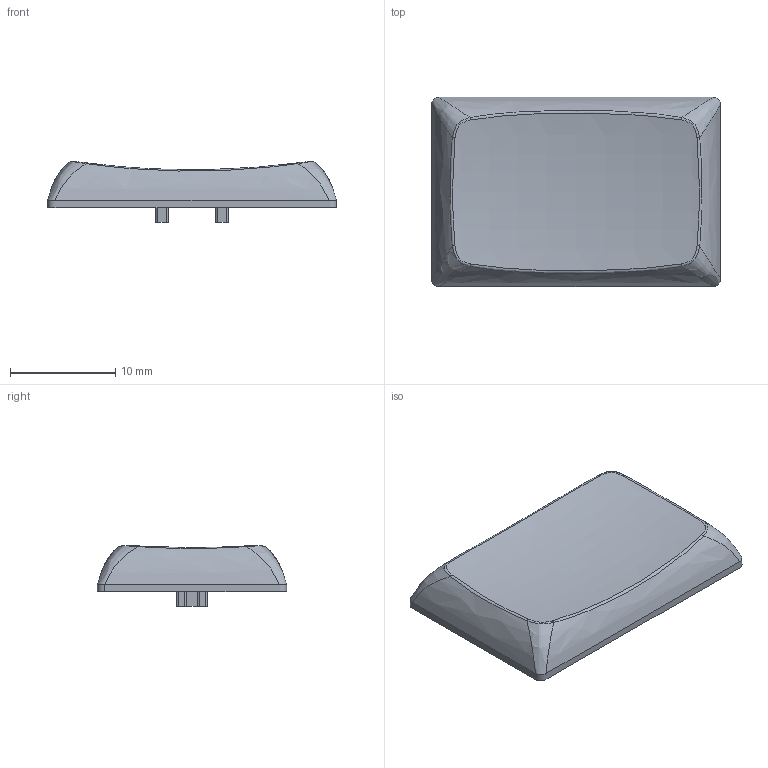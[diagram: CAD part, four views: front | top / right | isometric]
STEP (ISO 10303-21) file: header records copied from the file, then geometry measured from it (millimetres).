
FILE_DESCRIPTION(/* description */ (''),/* implementation_level */ '2;1');
FILE_NAME(/* name */ '150',/* time_stamp */ '2022-08-28T20:05:03+02:00',/* author */ (''),/* organization */ (''),/* preprocessor_version */ 'ST-DEVELOPER v16.5',/* originating_system */ 'Rhino 7.21',/* authorisation */ '');
FILE_SCHEMA (('CONFIG_CONTROL_DESIGN'));
Length unit declared in the file: millimetre
Products named in the file (1): Document
Bounding box: 27.5 x 18 x 5.8 mm (x, y, z)
Volume: 782.5 mm3; surface area: 1426.2 mm2
Topology: 1 solids, 1 shells, 126 faces, 342 edges, 220 vertices
Faces by surface type: plane 60, cylinder 36, bspline 30
Entity records: 7157 total; most frequent: CARTESIAN_POINT 4927, ORIENTED_EDGE 684, EDGE_CURVE 342, VERTEX_POINT 220, B_SPLINE_CURVE_WITH_KNOTS 212, EDGE_LOOP 128, ADVANCED_FACE 126, FACE_OUTER_BOUND 126
